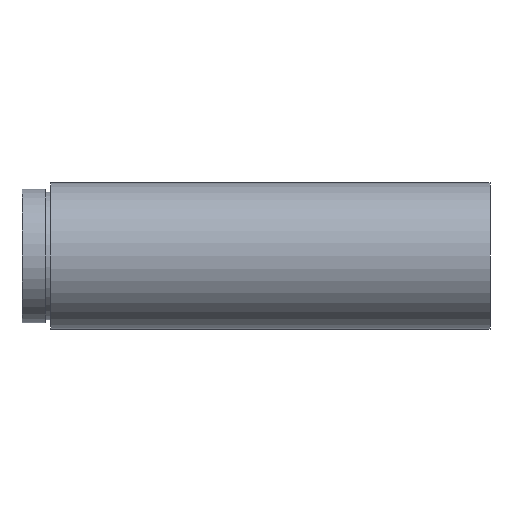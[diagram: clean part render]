
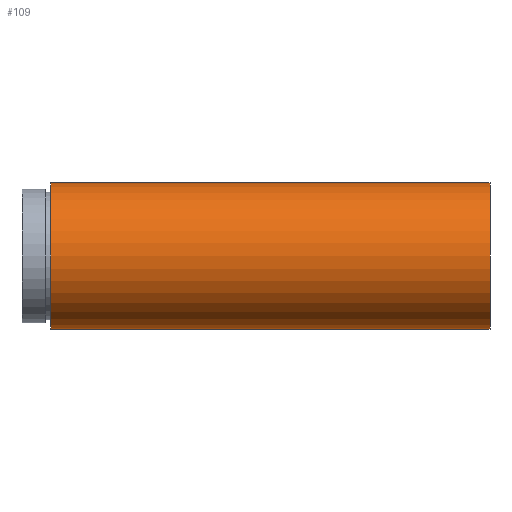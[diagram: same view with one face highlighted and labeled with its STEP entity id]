
A CAD part, left-side view. The second image highlights one B-rep face of the part: STEP entity #109.
In plain terms, the highlighted cylindrical face has radius 12.7 mm (diameter 25.4 mm), a partial arc.
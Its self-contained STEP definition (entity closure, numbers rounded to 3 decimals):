
#12 = DIRECTION ( 'NONE',  ( 0., 0., 1. ) ) ;
#21 = CYLINDRICAL_SURFACE ( 'NONE', #83, 12.7 ) ;
#43 = VERTEX_POINT ( 'NONE', #620 ) ;
#56 = EDGE_CURVE ( 'NONE', #194, #484, #450, .T. ) ;
#83 = AXIS2_PLACEMENT_3D ( 'NONE', #191, #144, #482 ) ;
#108 = CARTESIAN_POINT ( 'NONE',  ( 0., 161.376, 12.7 ) ) ;
#109 = ADVANCED_FACE ( 'NONE', ( #110 ), #21, .T. ) ;
#110 = FACE_OUTER_BOUND ( 'NONE', #122, .T. ) ;
#122 = EDGE_LOOP ( 'NONE', ( #331, #282, #171, #143 ) ) ;
#140 = VECTOR ( 'NONE', #302, 1000. ) ;
#143 = ORIENTED_EDGE ( 'NONE', *, *, #147, .F. ) ;
#144 = DIRECTION ( 'NONE',  ( 0., 1., 0. ) ) ;
#147 = EDGE_CURVE ( 'NONE', #217, #43, #597, .T. ) ;
#156 = CARTESIAN_POINT ( 'NONE',  ( 0., 76.2, -12.7 ) ) ;
#171 = ORIENTED_EDGE ( 'NONE', *, *, #240, .T. ) ;
#191 = CARTESIAN_POINT ( 'NONE',  ( 0., 161.376, 0. ) ) ;
#194 = VERTEX_POINT ( 'NONE', #439 ) ;
#217 = VERTEX_POINT ( 'NONE', #156 ) ;
#235 = EDGE_CURVE ( 'NONE', #194, #217, #277, .T. ) ;
#240 = EDGE_CURVE ( 'NONE', #484, #43, #371, .T. ) ;
#250 = CARTESIAN_POINT ( 'NONE',  ( 0., 161.376, -12.7 ) ) ;
#277 = LINE ( 'NONE', #250, #321 ) ;
#281 = DIRECTION ( 'NONE',  ( 0., 1., 0. ) ) ;
#282 = ORIENTED_EDGE ( 'NONE', *, *, #56, .T. ) ;
#295 = CARTESIAN_POINT ( 'NONE',  ( 0., 76.2, 0. ) ) ;
#302 = DIRECTION ( 'NONE',  ( 0., 1., 0. ) ) ;
#321 = VECTOR ( 'NONE', #445, 1000. ) ;
#331 = ORIENTED_EDGE ( 'NONE', *, *, #235, .F. ) ;
#371 = LINE ( 'NONE', #108, #140 ) ;
#439 = CARTESIAN_POINT ( 'NONE',  ( 0., 0., -12.7 ) ) ;
#445 = DIRECTION ( 'NONE',  ( 0., 1., 0. ) ) ;
#450 = CIRCLE ( 'NONE', #531, 12.7 ) ;
#478 = AXIS2_PLACEMENT_3D ( 'NONE', #295, #487, #12 ) ;
#482 = DIRECTION ( 'NONE',  ( 0., 0., 1. ) ) ;
#484 = VERTEX_POINT ( 'NONE', #485 ) ;
#485 = CARTESIAN_POINT ( 'NONE',  ( 0., 0., 12.7 ) ) ;
#487 = DIRECTION ( 'NONE',  ( 0., 1., 0. ) ) ;
#531 = AXIS2_PLACEMENT_3D ( 'NONE', #564, #281, #623 ) ;
#564 = CARTESIAN_POINT ( 'NONE',  ( 0., 0., 0. ) ) ;
#597 = CIRCLE ( 'NONE', #478, 12.7 ) ;
#620 = CARTESIAN_POINT ( 'NONE',  ( 0., 76.2, 12.7 ) ) ;
#623 = DIRECTION ( 'NONE',  ( 0., 0., 1. ) ) ;
